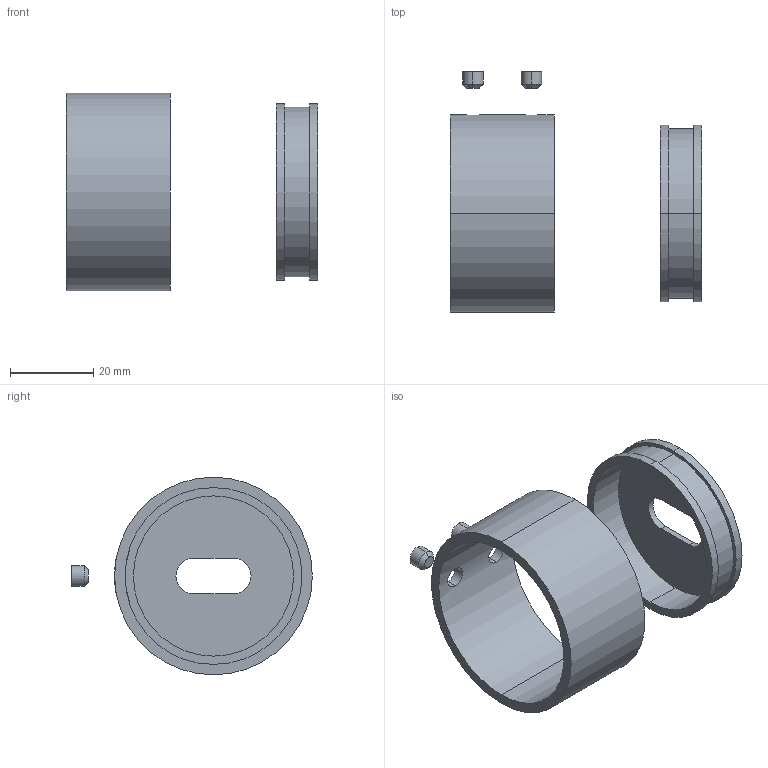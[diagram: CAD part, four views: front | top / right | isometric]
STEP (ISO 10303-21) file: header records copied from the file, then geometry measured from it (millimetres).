
FILE_DESCRIPTION (( 'STEP AP203' ), '1' );
FILE_NAME ('3D_GB3242_42.4_188706730.STEP', '2024-10-17T10:15:12', ( '' ), ( '' ), 'SwSTEP 2.0', 'SolidWorks 2024', '' );
FILE_SCHEMA (( 'CONFIG_CONTROL_DESIGN' ));
Length unit declared in the file: millimetre
Products named in the file (1): 3D_GB3242_42.4_188706730
Bounding box: 60.4 x 57.7 x 47.4 mm (x, y, z)
Volume: 12225.3 mm3; surface area: 13144.2 mm2
Topology: 4 solids, 4 shells, 53 faces, 116 edges, 76 vertices
Faces by surface type: plane 27, cylinder 22, cone 4
Entity records: 1785 total; most frequent: CARTESIAN_POINT 502, DIRECTION 256, ORIENTED_EDGE 232, EDGE_CURVE 116, AXIS2_PLACEMENT_3D 94, VERTEX_POINT 76, LINE 68, VECTOR 68
